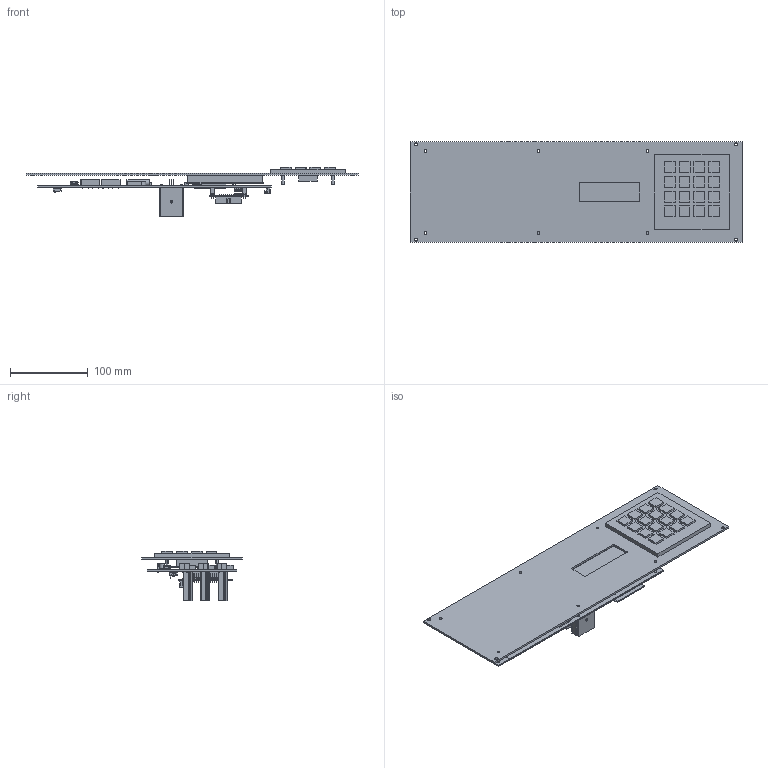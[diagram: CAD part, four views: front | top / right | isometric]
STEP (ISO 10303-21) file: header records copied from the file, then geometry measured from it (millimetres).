
FILE_DESCRIPTION(('Open CASCADE Model'),'2;1');
FILE_NAME('Open CASCADE Shape Model','2017-05-22T11:17:57',('Author'),( 'Open CASCADE'),'Open CASCADE STEP processor 6.8','Open CASCADE 6.8' ,'Unknown');
FILE_SCHEMA(('AUTOMOTIVE_DESIGN { 1 0 10303 214 1 1 1 1 }'));
Length unit declared in the file: millimetre
Products named in the file (285): PCB; Board; M3; v6560x; M2; M1; C1; 1018521192; Extruded; C2; 1018521328; C3; C4; C5; C6; C7; C8; C9; C10; C11; C12; C13; C14; C15; C16; C17; C18; C19; C20; C21; C22; C23; C24; C25; C26; C27; C28; C29; C30; C31 ...
Assembly tree (512 placements, depth 6):
  PCB
    Board
    M3
      v6560x
    M2
      v6560x
    M1
      v6560x
    C1
      1018521192
        Extruded
    C2
      1018521328
        Extruded
    C3
      1018521328
        Extruded
    C4
      1018521192
        Extruded
    C5
      1018521328
        Extruded
    C6
      1018521192
        Extruded
    C7
      1018521328
        Extruded
    C8
    C9
      1018521192
        Extruded
    C10
      1018521192
        Extruded
    C11
      1018521328
        Extruded
    C12
    C13
      1018521328
        Extruded
    C14
      1018521192
        Extruded
    C15
      1018521192
        Extruded
    C16
      1018521328
        Extruded
    C17
    C18
      1018521328
        Extruded
    C19
      1018521192
        Extruded
    C20
Bounding box: 426.52 x 128.7 x 63.77 mm (x, y, z)
Volume: 403624.4 mm3; surface area: 333216.7 mm2
Topology: 415 solids, 418 shells, 12868 faces, 31419 edges, 19706 vertices
Faces by surface type: plane 9052, cylinder 1743, bspline 1510, torus 275, sphere 270, extrusion 16, cone 2
Full cylindrical faces by diameter (mm): 0.13 x206, 0.5 x1, 0.562 x1, 0.7 x1, 5.688 x1, 6.5 x1, 7.9 x3, 11.44 x3
Entity records: 236387 total; most frequent: CARTESIAN_POINT 68034, ORIENTED_EDGE 28695, DIRECTION 27024, EDGE_CURVE 14350, VECTOR 11470, LINE 11454, VERTEX_POINT 8877, AXIS2_PLACEMENT_3D 7777
